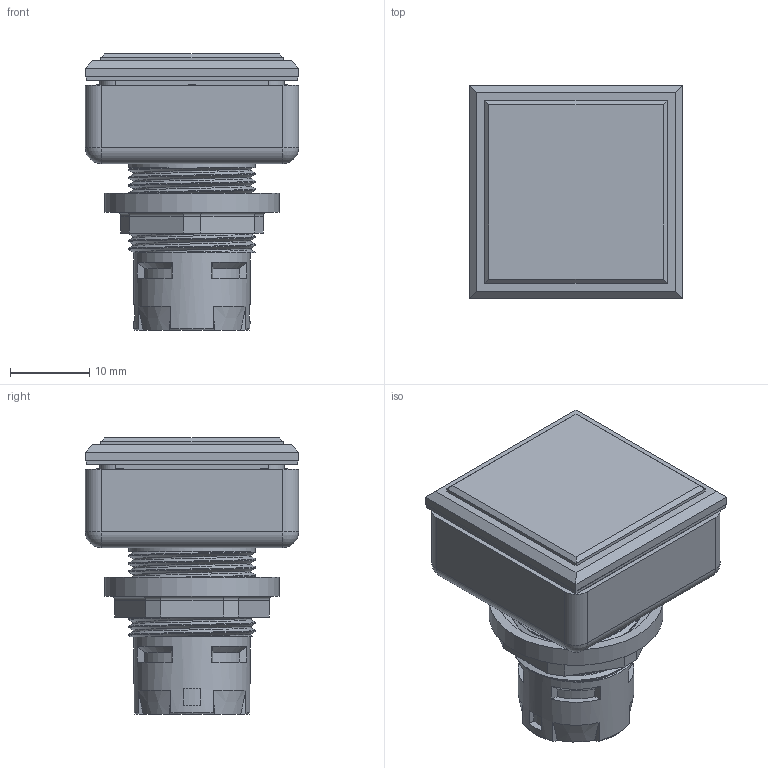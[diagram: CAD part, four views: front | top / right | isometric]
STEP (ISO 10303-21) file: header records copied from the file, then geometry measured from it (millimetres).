
FILE_DESCRIPTION(/* description */ (''),/* implementation_level */ '2;1');
FILE_NAME(/* name */ 'QXJN_.stp',/* time_stamp */ '2015-12-14T10:06:23+01:00',/* author */ ('mharscher'),/* organization */ (''),/* preprocessor_version */ 'ST-DEVELOPER v15.2',/* originating_system */ 'Autodesk Inventor 2014',/* authorisation */ '');
FILE_SCHEMA (('CONFIG_CONTROL_DESIGN'));
Length unit declared in the file: millimetre
Products named in the file (1): QXJN_
Bounding box: 26.9 x 26.9 x 34.85 mm (x, y, z)
Volume: 13424.2 mm3; surface area: 7053.3 mm2
Topology: 1 solids, 1 shells, 269 faces, 753 edges, 496 vertices
Faces by surface type: plane 141, cylinder 77, bspline 19, cone 18, sphere 8, torus 6
Full cylindrical faces by diameter (mm): 5 x1, 14.65 x1, 16 x6, 16.25 x1, 16.5 x1, 19.5 x1, 22 x1
Entity records: 14935 total; most frequent: CARTESIAN_POINT 8551, ORIENTED_EDGE 1434, DIRECTION 1198, EDGE_CURVE 717, VERTEX_POINT 484, AXIS2_PLACEMENT_3D 441, LINE 316, VECTOR 316
